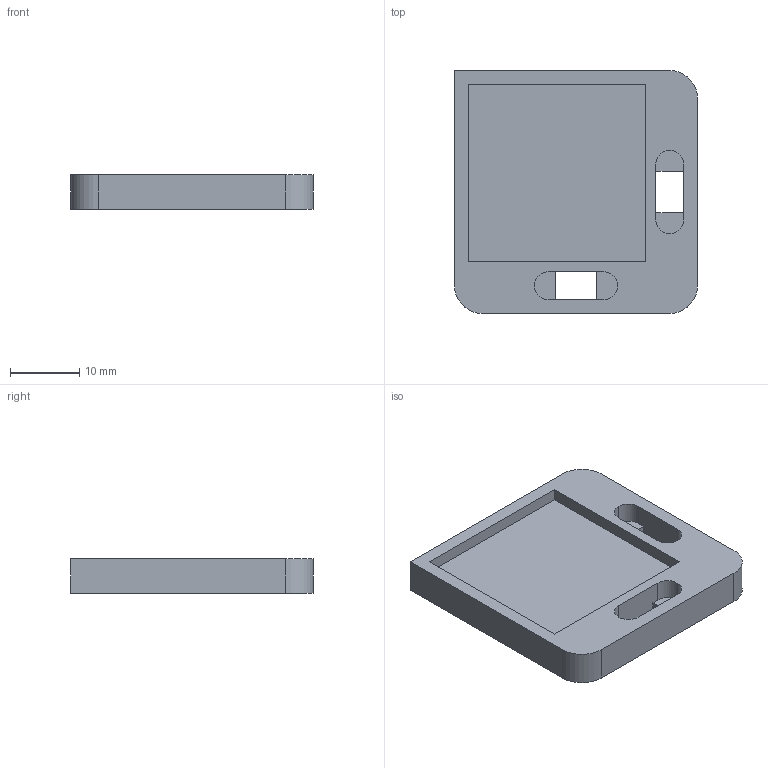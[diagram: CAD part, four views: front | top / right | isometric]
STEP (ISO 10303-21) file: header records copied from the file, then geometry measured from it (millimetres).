
FILE_DESCRIPTION(('Open CASCADE Model'),'2;1');
FILE_NAME('Open CASCADE Shape Model','2025-12-04T15:47:21',('Author'),( 'Open CASCADE'),'Open CASCADE STEP processor 7.8','build123d', 'Unknown');
FILE_SCHEMA(('AUTOMOTIVE_DESIGN { 1 0 10303 214 1 1 1 1 }'));
Length unit declared in the file: millimetre
Products named in the file (2): =>[0:1:1:2]; COMPOUND
Assembly tree (1 placements, depth 2):
  =>[0:1:1:2]
    COMPOUND
Bounding box: 35 x 35 x 5 mm (x, y, z)
Volume: 4504.1 mm3; surface area: 3461.3 mm2
Topology: 1 solids, 1 shells, 47 faces, 120 edges, 79 vertices
Faces by surface type: plane 30, cylinder 14, cone 3
Full cylindrical faces by diameter (mm): 3.2 x3
Entity records: 3042 total; most frequent: CARTESIAN_POINT 580, DIRECTION 462, LINE 287, VECTOR 287, ORIENTED_EDGE 240, PCURVE 240, DEFINITIONAL_REPRESENTATION 240, EDGE_CURVE 120
